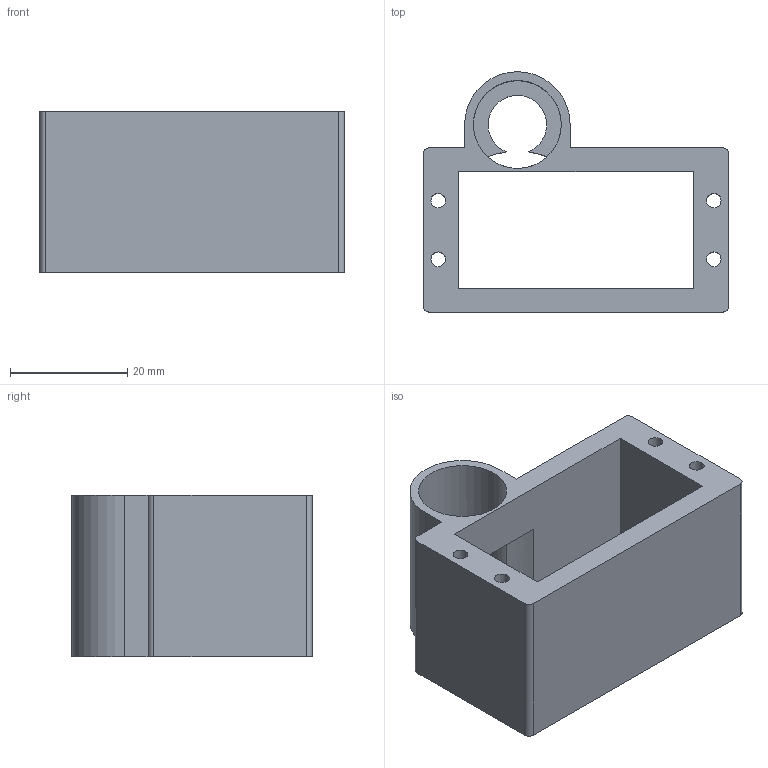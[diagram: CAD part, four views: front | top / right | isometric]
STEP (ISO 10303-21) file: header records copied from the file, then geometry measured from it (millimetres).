
FILE_DESCRIPTION(('FreeCAD Model'),'2;1');
FILE_NAME('Open CASCADE Shape Model','2024-11-25T11:27:37',(''),(''), 'Open CASCADE STEP processor 7.8','FreeCAD','Unknown');
FILE_SCHEMA(('AUTOMOTIVE_DESIGN { 1 0 10303 214 1 1 1 1 }'));
Length unit declared in the file: millimetre
Products named in the file (2): Base; Body
Assembly tree (1 placements, depth 2):
  Base
    Body
Bounding box: 52 x 41 x 27.5 mm (x, y, z)
Volume: 16181.9 mm3; surface area: 11338.6 mm2
Topology: 1 solids, 1 shells, 35 faces, 108 edges, 72 vertices
Faces by surface type: cylinder 18, plane 17
Full cylindrical faces by diameter (mm): 2.5 x4, 15 x1
Entity records: 1292 total; most frequent: DIRECTION 226, CARTESIAN_POINT 217, ORIENTED_EDGE 216, EDGE_CURVE 108, AXIS2_PLACEMENT_3D 81, VERTEX_POINT 72, LINE 64, VECTOR 64
